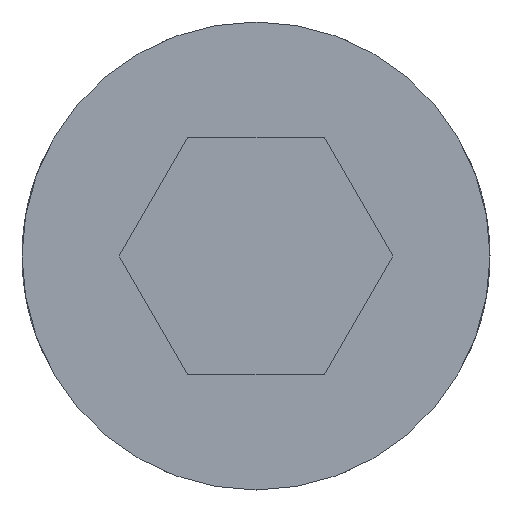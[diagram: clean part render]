
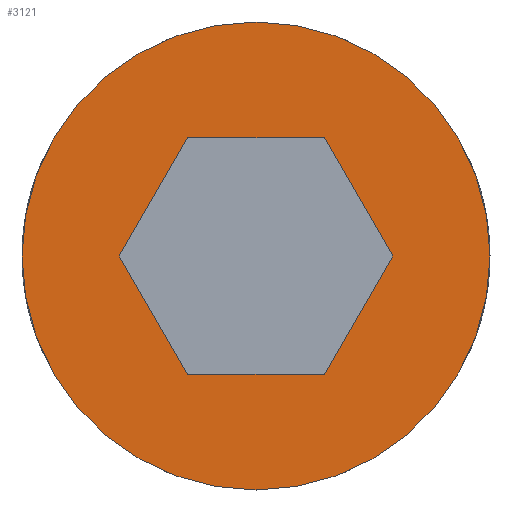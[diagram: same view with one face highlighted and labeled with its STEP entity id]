
A CAD part, front view. The second image highlights one B-rep face of the part: STEP entity #3121.
In plain terms, the highlighted planar face has unit normal (0, -1, 0).
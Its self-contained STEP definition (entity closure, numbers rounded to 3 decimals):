
#106 = ORIENTED_EDGE ( 'NONE', *, *, #5194, .F. ) ;
#971 = FACE_BOUND ( 'NONE', #5600, .T. ) ;
#1318 = AXIS2_PLACEMENT_3D ( 'NONE', #5271, #3887, #4775 ) ;
#1806 = AXIS2_PLACEMENT_3D ( 'NONE', #2595, #6086, #3091 ) ;
#2352 = CARTESIAN_POINT ( 'NONE',  ( 40.5, 0., 0. ) ) ;
#2413 = CARTESIAN_POINT ( 'NONE',  ( 0., 0., -40.5 ) ) ;
#2570 = DIRECTION ( 'NONE',  ( 0., -1., 0. ) ) ;
#2595 = CARTESIAN_POINT ( 'NONE',  ( 0., 0., 0. ) ) ;
#2866 = CIRCLE ( 'NONE', #1806, 40.5 ) ;
#3091 = DIRECTION ( 'NONE',  ( 0., 0., -1. ) ) ;
#3121 = ADVANCED_FACE ( 'NONE', ( #971, #3452 ), #5457, .T. ) ;
#3360 = AXIS2_PLACEMENT_3D ( 'NONE', #2352, #2570, #3365 ) ;
#3365 = DIRECTION ( 'NONE',  ( 0., 0., 1. ) ) ;
#3452 = FACE_OUTER_BOUND ( 'NONE', #4553, .T. ) ;
#3621 = CIRCLE ( 'NONE', #1318, 19.25 ) ;
#3859 = VERTEX_POINT ( 'NONE', #2413 ) ;
#3887 = DIRECTION ( 'NONE',  ( 0., 1., 0. ) ) ;
#4034 = VERTEX_POINT ( 'NONE', #4390 ) ;
#4390 = CARTESIAN_POINT ( 'NONE',  ( 0., 0., -19.25 ) ) ;
#4458 = EDGE_CURVE ( 'NONE', #4034, #4034, #3621, .T. ) ;
#4553 = EDGE_LOOP ( 'NONE', ( #106 ) ) ;
#4775 = DIRECTION ( 'NONE',  ( 0., 0., -1. ) ) ;
#5194 = EDGE_CURVE ( 'NONE', #3859, #3859, #2866, .T. ) ;
#5271 = CARTESIAN_POINT ( 'NONE',  ( 0., 0., 0. ) ) ;
#5457 = PLANE ( 'NONE',  #3360 ) ;
#5600 = EDGE_LOOP ( 'NONE', ( #6387 ) ) ;
#6086 = DIRECTION ( 'NONE',  ( 0., 1., 0. ) ) ;
#6387 = ORIENTED_EDGE ( 'NONE', *, *, #4458, .T. ) ;
